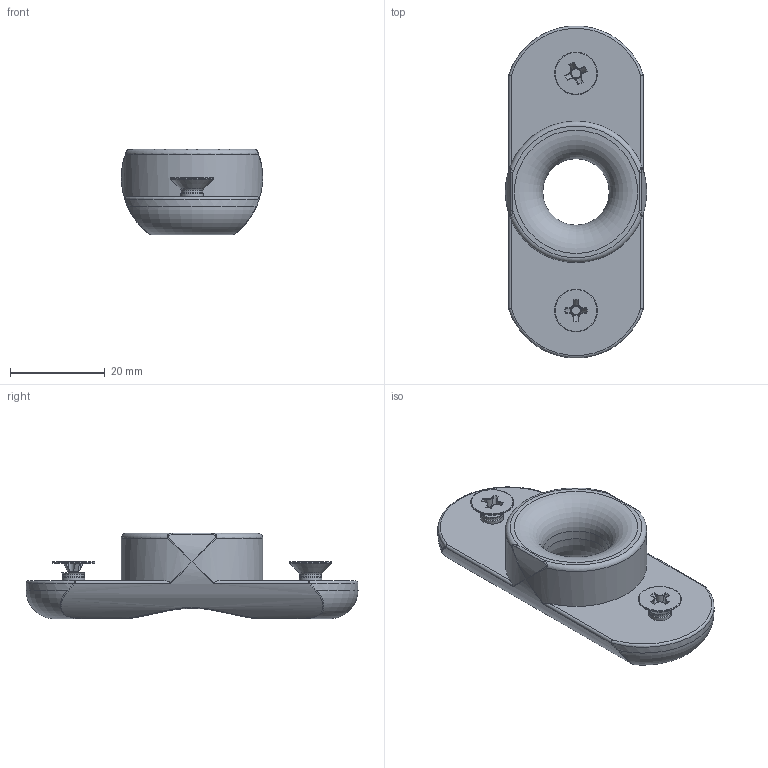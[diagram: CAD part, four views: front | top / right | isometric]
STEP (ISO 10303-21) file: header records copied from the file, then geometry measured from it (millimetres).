
FILE_DESCRIPTION(/* description */ (''),/* implementation_level */ '2;1');
FILE_NAME(/* name */ 'RF14.30.stp',/* time_stamp */ '2021-07-29T15:48:35+02:00',/* author */ ('lucade'),/* organization */ (''),/* preprocessor_version */ 'ST-DEVELOPER v18.1',/* originating_system */ 'Autodesk Inventor 2021',/* authorisation */ '');
FILE_SCHEMA (('AUTOMOTIVE_DESIGN { 1 0 10303 214 3 1 1 }'));
Length unit declared in the file: millimetre
Products named in the file (1): 21072910
Bounding box: 29.8 x 70 x 18 mm (x, y, z)
Volume: 15427.9 mm3; surface area: 5883 mm2
Topology: 1 solids, 1 shells, 152 faces, 385 edges, 232 vertices
Faces by surface type: cylinder 49, torus 32, plane 27, bspline 22, cone 18, sphere 4
Full cylindrical faces by diameter (mm): 4.6 x2, 4.8 x2, 9 x2, 14 x1
Entity records: 5816 total; most frequent: CARTESIAN_POINT 2352, ORIENTED_EDGE 754, DIRECTION 691, EDGE_CURVE 377, AXIS2_PLACEMENT_3D 303, VERTEX_POINT 232, CIRCLE 164, EDGE_LOOP 159
